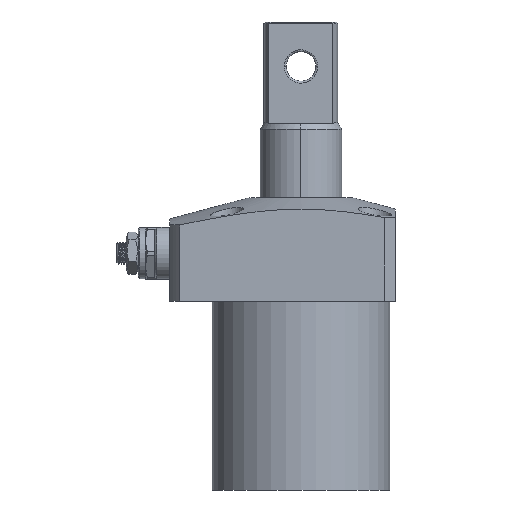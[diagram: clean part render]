
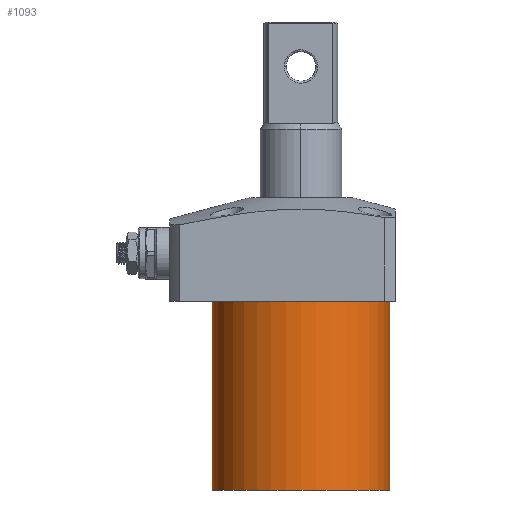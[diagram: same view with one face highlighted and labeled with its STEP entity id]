
A CAD part, front view. The second image highlights one B-rep face of the part: STEP entity #1093.
In plain terms, the highlighted cylindrical face has radius 24 mm (diameter 48 mm), a partial arc.
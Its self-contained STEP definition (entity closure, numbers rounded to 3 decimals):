
#1093 = ADVANCED_FACE ( 'NONE', ( #27138 ), #14360, .T. ) ;
#1909 = EDGE_CURVE ( 'NONE', #27444, #23982, #4711, .T. ) ;
#2208 = DIRECTION ( 'NONE',  ( 0., 0., 1. ) ) ;
#3117 = DIRECTION ( 'NONE',  ( -1., 0., 0. ) ) ;
#3627 = DIRECTION ( 'NONE',  ( 0., 0., -1. ) ) ;
#4711 = CIRCLE ( 'NONE', #25802, 24. ) ;
#5009 = CARTESIAN_POINT ( 'NONE',  ( 24., 0., 0. ) ) ;
#5017 = AXIS2_PLACEMENT_3D ( 'NONE', #8381, #3627, #20451 ) ;
#6029 = EDGE_CURVE ( 'NONE', #22175, #15488, #25708, .T. ) ;
#8381 = CARTESIAN_POINT ( 'NONE',  ( 0., 0., 0. ) ) ;
#9102 = CARTESIAN_POINT ( 'NONE',  ( 0., 0., -51. ) ) ;
#9938 = CARTESIAN_POINT ( 'NONE',  ( -24., 0., -51. ) ) ;
#12202 = CARTESIAN_POINT ( 'NONE',  ( -24., 0., -51. ) ) ;
#13010 = ORIENTED_EDGE ( 'NONE', *, *, #6029, .T. ) ;
#14360 = CYLINDRICAL_SURFACE ( 'NONE', #29648, 24. ) ;
#14958 = ORIENTED_EDGE ( 'NONE', *, *, #1909, .F. ) ;
#15488 = VERTEX_POINT ( 'NONE', #28069 ) ;
#16012 = ORIENTED_EDGE ( 'NONE', *, *, #25389, .F. ) ;
#18198 = CARTESIAN_POINT ( 'NONE',  ( 24., 0., -51. ) ) ;
#18990 = LINE ( 'NONE', #12202, #28756 ) ;
#20451 = DIRECTION ( 'NONE',  ( 1., 0., 0. ) ) ;
#21625 = VECTOR ( 'NONE', #24473, 1000. ) ;
#21846 = CARTESIAN_POINT ( 'NONE',  ( 24., 0., -51. ) ) ;
#22175 = VERTEX_POINT ( 'NONE', #5009 ) ;
#22369 = LINE ( 'NONE', #21846, #21625 ) ;
#23360 = DIRECTION ( 'NONE',  ( 0., 0., 1. ) ) ;
#23982 = VERTEX_POINT ( 'NONE', #9938 ) ;
#24326 = EDGE_LOOP ( 'NONE', ( #16012, #14958, #24440, #13010 ) ) ;
#24340 = EDGE_CURVE ( 'NONE', #27444, #22175, #22369, .T. ) ;
#24440 = ORIENTED_EDGE ( 'NONE', *, *, #24340, .T. ) ;
#24473 = DIRECTION ( 'NONE',  ( 0., 0., 1. ) ) ;
#25389 = EDGE_CURVE ( 'NONE', #23982, #15488, #18990, .T. ) ;
#25708 = CIRCLE ( 'NONE', #5017, 24. ) ;
#25802 = AXIS2_PLACEMENT_3D ( 'NONE', #26872, #29298, #3117 ) ;
#26872 = CARTESIAN_POINT ( 'NONE',  ( 0., 0., -51. ) ) ;
#27138 = FACE_OUTER_BOUND ( 'NONE', #24326, .T. ) ;
#27444 = VERTEX_POINT ( 'NONE', #18198 ) ;
#28069 = CARTESIAN_POINT ( 'NONE',  ( -24., 0., 0. ) ) ;
#28756 = VECTOR ( 'NONE', #2208, 1000. ) ;
#29298 = DIRECTION ( 'NONE',  ( 0., 0., -1. ) ) ;
#29648 = AXIS2_PLACEMENT_3D ( 'NONE', #9102, #23360, #30933 ) ;
#30933 = DIRECTION ( 'NONE',  ( 1., 0., 0. ) ) ;
